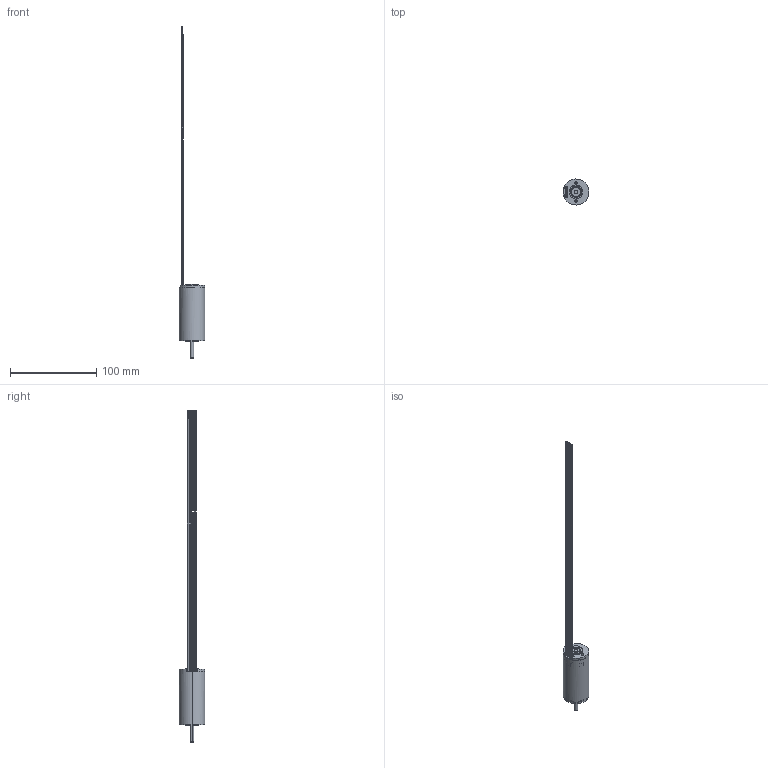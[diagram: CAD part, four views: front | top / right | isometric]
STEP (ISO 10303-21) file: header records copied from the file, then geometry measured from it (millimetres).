
FILE_DESCRIPTION((''),'2;1');
FILE_NAME('4611180000304_SW0001','2022-09-02T09:06:34',('MS05792'),(''),'CREO PARAMETRIC BY PTC INC, 2018100','CREO PARAMETRIC BY PTC INC, 2018100','');
FILE_SCHEMA(('CONFIG_CONTROL_DESIGN'));
Length unit declared in the file: millimetre
Products named in the file (1): 4611180000304_SW0001
Bounding box: 30 x 30 x 383.88 mm (x, y, z)
Volume: 15845.9 mm3; surface area: 28121.8 mm2
Topology: 9 solids, 10 shells, 307 faces, 737 edges, 471 vertices
Faces by surface type: cylinder 125, plane 90, torus 41, cone 34, bspline 17
Entity records: 10743 total; most frequent: CARTESIAN_POINT 3281, DIRECTION 1687, ORIENTED_EDGE 1466, EDGE_CURVE 733, AXIS2_PLACEMENT_3D 709, VERTEX_POINT 471, CIRCLE 419, EDGE_LOOP 358
